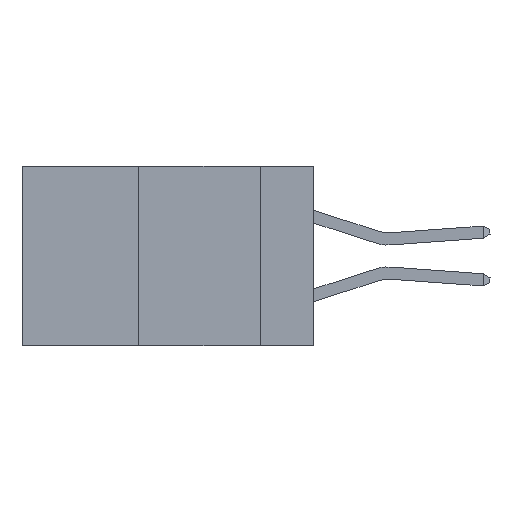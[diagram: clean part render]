
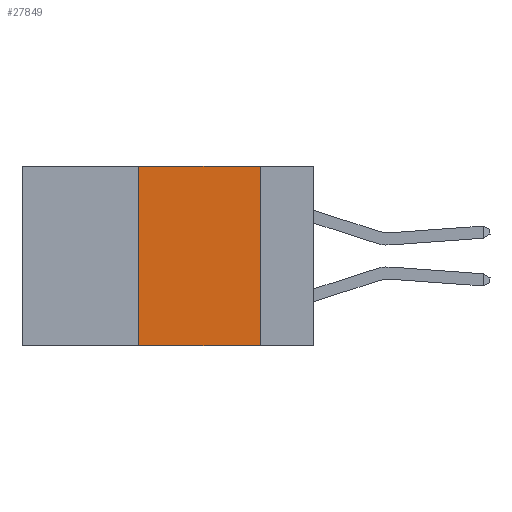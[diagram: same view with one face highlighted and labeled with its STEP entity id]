
A CAD part, left-side view. The second image highlights one B-rep face of the part: STEP entity #27849.
In plain terms, the highlighted planar face has unit normal (-1, 0, 0).
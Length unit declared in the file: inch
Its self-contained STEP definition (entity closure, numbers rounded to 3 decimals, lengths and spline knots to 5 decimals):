
#163 = VERTEX_POINT ( 'NONE', #36476 ) ;
#1507 = EDGE_CURVE ( 'NONE', #33793, #40615, #30187, .T. ) ;
#2981 = CARTESIAN_POINT ( 'NONE',  ( 0., 0.36, 0. ) ) ;
#4872 = DIRECTION ( 'NONE',  ( 0., 0., -1. ) ) ;
#7098 = VECTOR ( 'NONE', #29383, 39.37008 ) ;
#7966 = CARTESIAN_POINT ( 'NONE',  ( 0., 0.11, 0. ) ) ;
#8043 = ORIENTED_EDGE ( 'NONE', *, *, #20039, .F. ) ;
#8420 = CARTESIAN_POINT ( 'NONE',  ( 0., 0.36, 0. ) ) ;
#11652 = DIRECTION ( 'NONE',  ( 0., 0., 1. ) ) ;
#11756 = ORIENTED_EDGE ( 'NONE', *, *, #1507, .T. ) ;
#12252 = VECTOR ( 'NONE', #41224, 39.37008 ) ;
#14111 = VECTOR ( 'NONE', #4872, 39.37008 ) ;
#15042 = LINE ( 'NONE', #8420, #31905 ) ;
#19052 = CARTESIAN_POINT ( 'NONE',  ( 0., 0.6, 0. ) ) ;
#20039 = EDGE_CURVE ( 'NONE', #39485, #163, #39773, .T. ) ;
#24339 = CARTESIAN_POINT ( 'NONE',  ( 0., 0.36, -0.37 ) ) ;
#24528 = ORIENTED_EDGE ( 'NONE', *, *, #24600, .F. ) ;
#24600 = EDGE_CURVE ( 'NONE', #163, #40615, #27821, .T. ) ;
#26245 = ORIENTED_EDGE ( 'NONE', *, *, #36755, .F. ) ;
#27821 = LINE ( 'NONE', #7966, #14111 ) ;
#27849 = ADVANCED_FACE ( 'NONE', ( #42746 ), #41666, .F. ) ;
#28648 = AXIS2_PLACEMENT_3D ( 'NONE', #35021, #37974, #38554 ) ;
#29383 = DIRECTION ( 'NONE',  ( 0., -1., 0. ) ) ;
#30187 = LINE ( 'NONE', #35167, #12252 ) ;
#31905 = VECTOR ( 'NONE', #11652, 39.37008 ) ;
#33793 = VERTEX_POINT ( 'NONE', #24339 ) ;
#35021 = CARTESIAN_POINT ( 'NONE',  ( 0., 0.6, 0. ) ) ;
#35167 = CARTESIAN_POINT ( 'NONE',  ( 0., 0.6, -0.37 ) ) ;
#36112 = CARTESIAN_POINT ( 'NONE',  ( 0., 0.11, -0.37 ) ) ;
#36476 = CARTESIAN_POINT ( 'NONE',  ( 0., 0.11, 0. ) ) ;
#36755 = EDGE_CURVE ( 'NONE', #33793, #39485, #15042, .T. ) ;
#37974 = DIRECTION ( 'NONE',  ( 1., 0., 0. ) ) ;
#38554 = DIRECTION ( 'NONE',  ( 0., 0., -1. ) ) ;
#39485 = VERTEX_POINT ( 'NONE', #2981 ) ;
#39773 = LINE ( 'NONE', #19052, #7098 ) ;
#40015 = EDGE_LOOP ( 'NONE', ( #24528, #8043, #26245, #11756 ) ) ;
#40615 = VERTEX_POINT ( 'NONE', #36112 ) ;
#41224 = DIRECTION ( 'NONE',  ( 0., -1., 0. ) ) ;
#41666 = PLANE ( 'NONE',  #28648 ) ;
#42746 = FACE_OUTER_BOUND ( 'NONE', #40015, .T. ) ;
